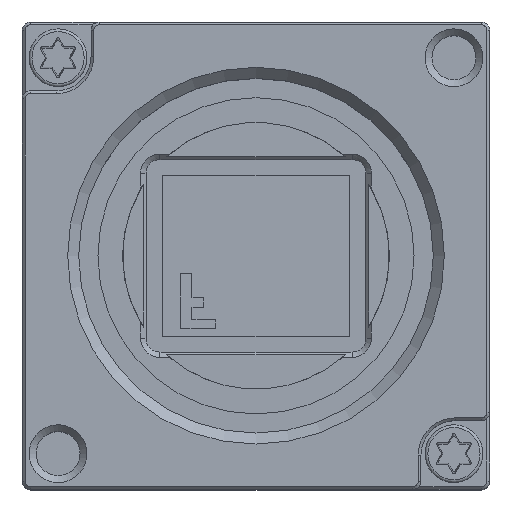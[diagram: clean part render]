
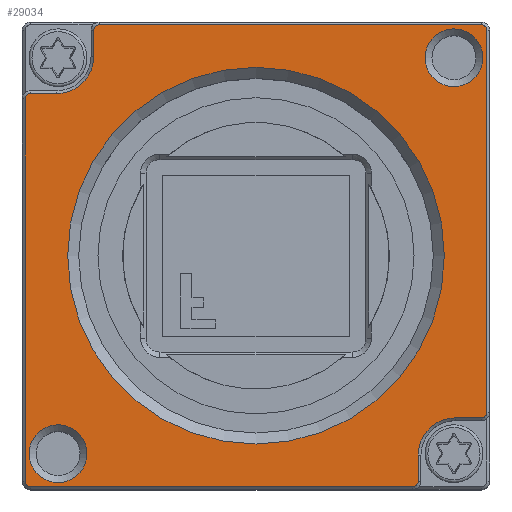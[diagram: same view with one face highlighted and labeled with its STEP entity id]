
A CAD part, top view. The second image highlights one B-rep face of the part: STEP entity #29034.
In plain terms, the highlighted planar face has unit normal (0, 0, 1).
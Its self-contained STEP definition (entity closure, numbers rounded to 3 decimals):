
#9526=FACE_BOUND('',#50390,.T.);
#9527=FACE_BOUND('',#50391,.T.);
#9528=FACE_BOUND('',#50392,.T.);
#9529=FACE_BOUND('',#50393,.T.);
#10158=CIRCLE('',#159004,0.2);
#10159=CIRCLE('',#159005,0.2);
#10160=CIRCLE('',#159006,0.2);
#10161=CIRCLE('',#159007,1.35);
#10162=CIRCLE('',#159008,0.2);
#10163=CIRCLE('',#159009,0.2);
#10164=CIRCLE('',#159010,0.2);
#10165=CIRCLE('',#159011,1.35);
#10166=CIRCLE('',#159012,6.85);
#10167=CIRCLE('',#159013,1.05);
#10168=CIRCLE('',#159014,1.05);
#29034=ADVANCED_FACE('',(#9526,#9527,#9528,#9529),#37578,.T.);
#37578=PLANE('',#159015);
#50390=EDGE_LOOP('',(#60221,#60222,#60223,#60224,#60225,#60226,#60227,#60228,
#60229,#60230,#60231,#60232,#60233,#60234,#60235,#60236));
#50391=EDGE_LOOP('',(#60237));
#50392=EDGE_LOOP('',(#60238));
#50393=EDGE_LOOP('',(#60239));
#60221=ORIENTED_EDGE('',*,*,#112992,.T.);
#60222=ORIENTED_EDGE('',*,*,#112993,.T.);
#60223=ORIENTED_EDGE('',*,*,#112994,.T.);
#60224=ORIENTED_EDGE('',*,*,#112995,.T.);
#60225=ORIENTED_EDGE('',*,*,#112996,.T.);
#60226=ORIENTED_EDGE('',*,*,#112997,.T.);
#60227=ORIENTED_EDGE('',*,*,#112998,.T.);
#60228=ORIENTED_EDGE('',*,*,#112999,.T.);
#60229=ORIENTED_EDGE('',*,*,#113000,.T.);
#60230=ORIENTED_EDGE('',*,*,#113001,.T.);
#60231=ORIENTED_EDGE('',*,*,#113002,.T.);
#60232=ORIENTED_EDGE('',*,*,#113003,.T.);
#60233=ORIENTED_EDGE('',*,*,#113004,.T.);
#60234=ORIENTED_EDGE('',*,*,#113005,.T.);
#60235=ORIENTED_EDGE('',*,*,#113006,.T.);
#60236=ORIENTED_EDGE('',*,*,#113007,.T.);
#60237=ORIENTED_EDGE('',*,*,#113008,.T.);
#60238=ORIENTED_EDGE('',*,*,#113009,.F.);
#60239=ORIENTED_EDGE('',*,*,#113010,.F.);
#100457=VERTEX_POINT('',#213127);
#100458=VERTEX_POINT('',#213128);
#100459=VERTEX_POINT('',#213130);
#100460=VERTEX_POINT('',#213132);
#100461=VERTEX_POINT('',#213134);
#100462=VERTEX_POINT('',#213136);
#100463=VERTEX_POINT('',#213138);
#100464=VERTEX_POINT('',#213140);
#100465=VERTEX_POINT('',#213142);
#100466=VERTEX_POINT('',#213144);
#100467=VERTEX_POINT('',#213146);
#100468=VERTEX_POINT('',#213148);
#100469=VERTEX_POINT('',#213150);
#100470=VERTEX_POINT('',#213152);
#100471=VERTEX_POINT('',#213154);
#100472=VERTEX_POINT('',#213156);
#100473=VERTEX_POINT('',#213159);
#100474=VERTEX_POINT('',#213161);
#100475=VERTEX_POINT('',#213163);
#112992=EDGE_CURVE('',#100457,#100458,#10158,.T.);
#112993=EDGE_CURVE('',#100458,#100459,#133279,.T.);
#112994=EDGE_CURVE('',#100459,#100460,#10159,.T.);
#112995=EDGE_CURVE('',#100460,#100461,#133280,.T.);
#112996=EDGE_CURVE('',#100461,#100462,#10160,.T.);
#112997=EDGE_CURVE('',#100462,#100463,#133281,.T.);
#112998=EDGE_CURVE('',#100463,#100464,#10161,.T.);
#112999=EDGE_CURVE('',#100464,#100465,#133282,.T.);
#113000=EDGE_CURVE('',#100465,#100466,#10162,.T.);
#113001=EDGE_CURVE('',#100466,#100467,#133283,.T.);
#113002=EDGE_CURVE('',#100467,#100468,#10163,.T.);
#113003=EDGE_CURVE('',#100468,#100469,#133284,.T.);
#113004=EDGE_CURVE('',#100469,#100470,#10164,.T.);
#113005=EDGE_CURVE('',#100470,#100471,#133285,.T.);
#113006=EDGE_CURVE('',#100471,#100472,#10165,.T.);
#113007=EDGE_CURVE('',#100472,#100457,#133286,.T.);
#113008=EDGE_CURVE('',#100473,#100473,#10166,.T.);
#113009=EDGE_CURVE('',#100474,#100474,#10167,.T.);
#113010=EDGE_CURVE('',#100475,#100475,#10168,.T.);
#133279=LINE('',#213129,#146114);
#133280=LINE('',#213133,#146115);
#133281=LINE('',#213137,#146116);
#133282=LINE('',#213141,#146117);
#133283=LINE('',#213145,#146118);
#133284=LINE('',#213149,#146119);
#133285=LINE('',#213153,#146120);
#133286=LINE('',#213157,#146121);
#146114=VECTOR('',#173278,1.);
#146115=VECTOR('',#173281,1.);
#146116=VECTOR('',#173284,1.);
#146117=VECTOR('',#173287,1.);
#146118=VECTOR('',#173290,1.);
#146119=VECTOR('',#173293,1.);
#146120=VECTOR('',#173296,1.);
#146121=VECTOR('',#173299,1.);
#159004=AXIS2_PLACEMENT_3D('',#213126,#173276,#173277);
#159005=AXIS2_PLACEMENT_3D('',#213131,#173279,#173280);
#159006=AXIS2_PLACEMENT_3D('',#213135,#173282,#173283);
#159007=AXIS2_PLACEMENT_3D('',#213139,#173285,#173286);
#159008=AXIS2_PLACEMENT_3D('',#213143,#173288,#173289);
#159009=AXIS2_PLACEMENT_3D('',#213147,#173291,#173292);
#159010=AXIS2_PLACEMENT_3D('',#213151,#173294,#173295);
#159011=AXIS2_PLACEMENT_3D('',#213155,#173297,#173298);
#159012=AXIS2_PLACEMENT_3D('',#213158,#173300,#173301);
#159013=AXIS2_PLACEMENT_3D('',#213160,#173302,#173303);
#159014=AXIS2_PLACEMENT_3D('',#213162,#173304,#173305);
#159015=AXIS2_PLACEMENT_3D('',#213164,#173306,#173307);
#173276=DIRECTION('',(0.,0.,1.));
#173277=DIRECTION('',(1.,0.,0.));
#173278=DIRECTION('',(0.,1.,0.));
#173279=DIRECTION('',(0.,0.,1.));
#173280=DIRECTION('',(1.,0.,0.));
#173281=DIRECTION('',(-1.,0.,0.));
#173282=DIRECTION('',(0.,0.,1.));
#173283=DIRECTION('',(1.,0.,0.));
#173284=DIRECTION('',(0.,-1.,0.));
#173285=DIRECTION('',(0.,0.,-1.));
#173286=DIRECTION('',(1.,0.,0.));
#173287=DIRECTION('',(-1.,0.,0.));
#173288=DIRECTION('',(0.,0.,1.));
#173289=DIRECTION('',(1.,0.,0.));
#173290=DIRECTION('',(0.,-1.,0.));
#173291=DIRECTION('',(0.,0.,1.));
#173292=DIRECTION('',(1.,0.,0.));
#173293=DIRECTION('',(1.,0.,0.));
#173294=DIRECTION('',(0.,0.,1.));
#173295=DIRECTION('',(1.,0.,0.));
#173296=DIRECTION('',(0.,1.,0.));
#173297=DIRECTION('',(0.,0.,-1.));
#173298=DIRECTION('',(1.,0.,0.));
#173299=DIRECTION('',(1.,0.,0.));
#173300=DIRECTION('',(0.,0.,-1.));
#173301=DIRECTION('',(1.,0.,0.));
#173302=DIRECTION('',(0.,0.,1.));
#173303=DIRECTION('',(1.,0.,0.));
#173304=DIRECTION('',(0.,0.,1.));
#173305=DIRECTION('',(1.,0.,0.));
#173306=DIRECTION('',(0.,0.,1.));
#173307=DIRECTION('',(1.,0.,0.));
#213126=CARTESIAN_POINT('',(8.2,-5.7,5.72));
#213127=CARTESIAN_POINT('',(8.2,-5.9,5.72));
#213128=CARTESIAN_POINT('',(8.4,-5.7,5.72));
#213129=CARTESIAN_POINT('',(8.4,0.,5.72));
#213130=CARTESIAN_POINT('',(8.4,8.2,5.72));
#213131=CARTESIAN_POINT('',(8.2,8.2,5.72));
#213132=CARTESIAN_POINT('',(8.2,8.4,5.72));
#213133=CARTESIAN_POINT('',(0.,8.4,5.72));
#213134=CARTESIAN_POINT('',(-5.7,8.4,5.72));
#213135=CARTESIAN_POINT('',(-5.7,8.2,5.72));
#213136=CARTESIAN_POINT('',(-5.9,8.2,5.72));
#213137=CARTESIAN_POINT('',(-5.9,0.,5.72));
#213138=CARTESIAN_POINT('',(-5.9,7.25,5.72));
#213139=CARTESIAN_POINT('',(-7.25,7.25,5.72));
#213140=CARTESIAN_POINT('',(-7.25,5.9,5.72));
#213141=CARTESIAN_POINT('',(0.,5.9,5.72));
#213142=CARTESIAN_POINT('',(-8.2,5.9,5.72));
#213143=CARTESIAN_POINT('',(-8.2,5.7,5.72));
#213144=CARTESIAN_POINT('',(-8.4,5.7,5.72));
#213145=CARTESIAN_POINT('',(-8.4,0.,5.72));
#213146=CARTESIAN_POINT('',(-8.4,-8.2,5.72));
#213147=CARTESIAN_POINT('',(-8.2,-8.2,5.72));
#213148=CARTESIAN_POINT('',(-8.2,-8.4,5.72));
#213149=CARTESIAN_POINT('',(0.,-8.4,5.72));
#213150=CARTESIAN_POINT('',(5.7,-8.4,5.72));
#213151=CARTESIAN_POINT('',(5.7,-8.2,5.72));
#213152=CARTESIAN_POINT('',(5.9,-8.2,5.72));
#213153=CARTESIAN_POINT('',(5.9,0.,5.72));
#213154=CARTESIAN_POINT('',(5.9,-7.25,5.72));
#213155=CARTESIAN_POINT('',(7.25,-7.25,5.72));
#213156=CARTESIAN_POINT('',(7.25,-5.9,5.72));
#213157=CARTESIAN_POINT('',(0.,-5.9,5.72));
#213158=CARTESIAN_POINT('',(0.,0.,5.72));
#213159=CARTESIAN_POINT('',(6.85,0.,5.72));
#213160=CARTESIAN_POINT('',(7.2,7.2,5.72));
#213161=CARTESIAN_POINT('',(8.25,7.2,5.72));
#213162=CARTESIAN_POINT('',(-7.2,-7.2,5.72));
#213163=CARTESIAN_POINT('',(-6.15,-7.2,5.72));
#213164=CARTESIAN_POINT('',(0.,0.,5.72));
